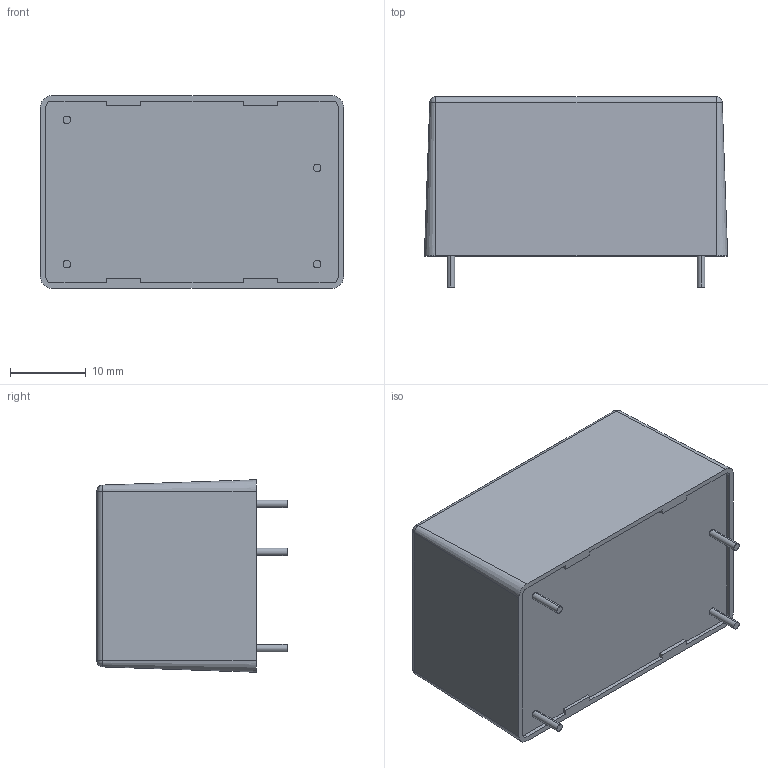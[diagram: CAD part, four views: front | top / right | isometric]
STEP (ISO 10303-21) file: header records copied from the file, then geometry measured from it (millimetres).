
FILE_DESCRIPTION (( 'STEP AP214' ), '1' );
FILE_NAME ('LD10-23B03R2.STEP', '2021-04-07T22:38:01', ( '' ), ( '' ), 'SwSTEP 2.0', 'SolidWorks 2017', '' );
FILE_SCHEMA (( 'AUTOMOTIVE_DESIGN' ));
Length unit declared in the file: millimetre
Products named in the file (1): LD10-23B03R2
Bounding box: 40 x 25.1 x 25.4 mm (x, y, z)
Volume: 19861.3 mm3; surface area: 4670.8 mm2
Topology: 5 solids, 5 shells, 59 faces, 136 edges, 84 vertices
Faces by surface type: plane 35, cylinder 16, cone 4, bspline 4
Entity records: 2468 total; most frequent: CARTESIAN_POINT 1092, ORIENTED_EDGE 264, DIRECTION 260, EDGE_CURVE 132, LINE 92, VECTOR 92, AXIS2_PLACEMENT_3D 84, VERTEX_POINT 84
